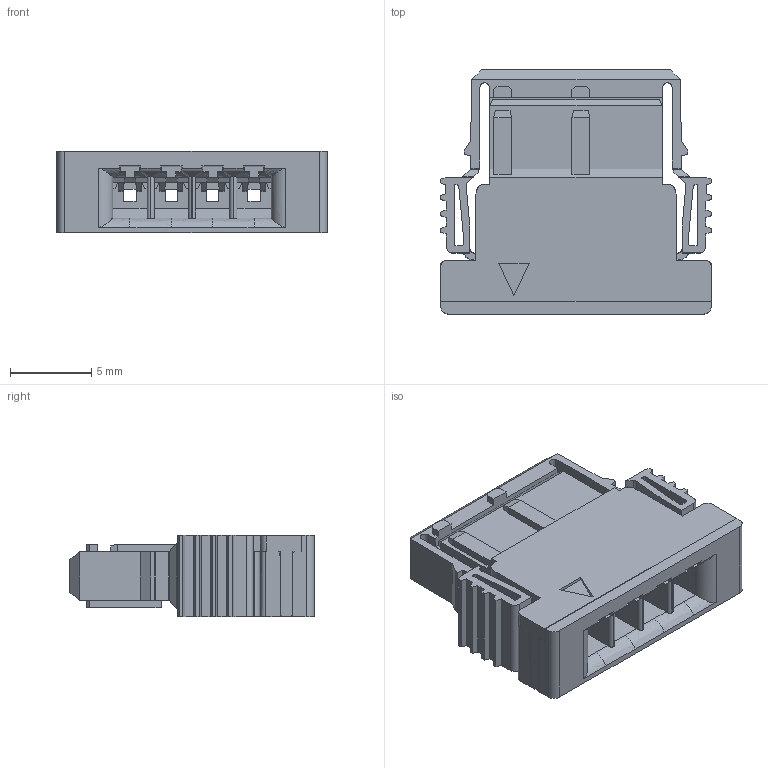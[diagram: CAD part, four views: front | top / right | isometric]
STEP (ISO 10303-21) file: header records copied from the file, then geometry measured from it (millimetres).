
FILE_DESCRIPTION( ('This file contains a STEP AP42 implementation' ,'as created by ZW3D STEP Interface translator.') ,'2;1' );
FILE_NAME( '3915-S04-1C00GEXA1.stp' ,'23 9 5. 84819', (''), ('ZWCAD Software Co.'), 'Version 1.0', 'ZW3D to STEP translator', '' );
FILE_SCHEMA(('AUTOMOTIVE_DESIGN { 1 0 10303 214 1 1 1 1 }'));
Length unit declared in the file: millimetre
Products named in the file (2): 0; F4-180
Bounding box: 16.63 x 15 x 5 mm (x, y, z)
Volume: 604.8 mm3; surface area: 1874.1 mm2
Topology: 1 solids, 3 shells, 704 faces, 2028 edges, 1314 vertices
Faces by surface type: plane 511, cylinder 124, bspline 65, sphere 4
Entity records: 24057 total; most frequent: CARTESIAN_POINT 5478, ORIENTED_EDGE 4056, DIRECTION 3196, EDGE_CURVE 2028, VECTOR 1568, LINE 1568, VERTEX_POINT 1314, AXIS2_PLACEMENT_3D 814
